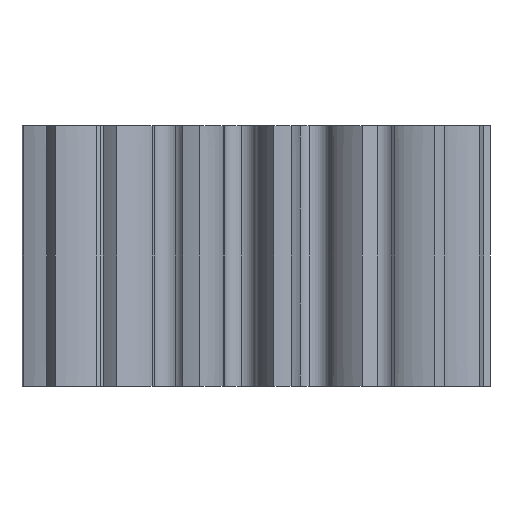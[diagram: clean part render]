
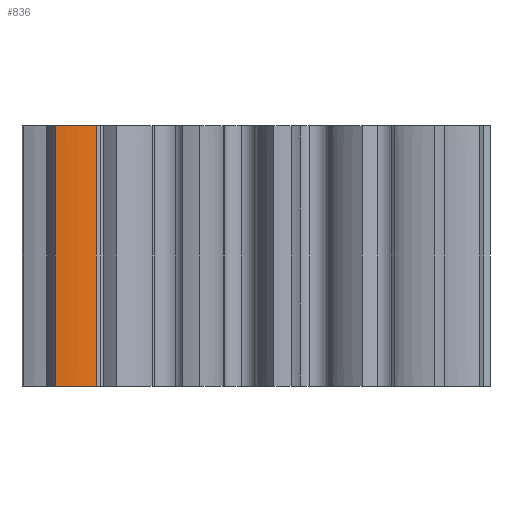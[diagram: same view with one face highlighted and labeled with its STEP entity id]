
A CAD part, left-side view. The second image highlights one B-rep face of the part: STEP entity #836.
In plain terms, the highlighted face is a extrusion surface.
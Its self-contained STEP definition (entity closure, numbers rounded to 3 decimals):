
#674=CARTESIAN_POINT('Vertex',(-23.243,38.533,0.)) ;
#677=CARTESIAN_POINT('Line Origine',(-23.243,38.533,25.)) ;
#681=CARTESIAN_POINT('Vertex',(-23.243,38.533,50.)) ;
#697=CARTESIAN_POINT('Control Point',(-21.805,30.617,0.)) ;
#698=CARTESIAN_POINT('Control Point',(-21.812,30.626,0.)) ;
#699=CARTESIAN_POINT('Control Point',(-21.818,30.636,0.)) ;
#700=CARTESIAN_POINT('Control Point',(-21.825,30.646,0.)) ;
#701=CARTESIAN_POINT('Control Point',(-21.85,30.685,0.)) ;
#702=CARTESIAN_POINT('Control Point',(-21.874,30.725,0.)) ;
#703=CARTESIAN_POINT('Control Point',(-21.892,30.756,0.)) ;
#704=CARTESIAN_POINT('Control Point',(-21.938,30.837,0.)) ;
#705=CARTESIAN_POINT('Control Point',(-21.982,30.92,0.)) ;
#706=CARTESIAN_POINT('Control Point',(-22.009,30.972,0.)) ;
#707=CARTESIAN_POINT('Control Point',(-22.072,31.098,0.)) ;
#708=CARTESIAN_POINT('Control Point',(-22.132,31.226,0.)) ;
#709=CARTESIAN_POINT('Control Point',(-22.165,31.301,0.)) ;
#710=CARTESIAN_POINT('Control Point',(-22.239,31.473,0.)) ;
#711=CARTESIAN_POINT('Control Point',(-22.309,31.647,0.)) ;
#712=CARTESIAN_POINT('Control Point',(-22.346,31.746,0.)) ;
#713=CARTESIAN_POINT('Control Point',(-22.428,31.966,0.)) ;
#714=CARTESIAN_POINT('Control Point',(-22.502,32.188,0.)) ;
#715=CARTESIAN_POINT('Control Point',(-22.542,32.311,0.)) ;
#716=CARTESIAN_POINT('Control Point',(-22.624,32.58,0.)) ;
#717=CARTESIAN_POINT('Control Point',(-22.698,32.852,0.)) ;
#718=CARTESIAN_POINT('Control Point',(-22.737,32.999,0.)) ;
#719=CARTESIAN_POINT('Control Point',(-22.815,33.318,0.)) ;
#720=CARTESIAN_POINT('Control Point',(-22.885,33.639,0.)) ;
#721=CARTESIAN_POINT('Control Point',(-22.919,33.811,0.)) ;
#722=CARTESIAN_POINT('Control Point',(-22.988,34.18,0.)) ;
#723=CARTESIAN_POINT('Control Point',(-23.047,34.551,0.)) ;
#724=CARTESIAN_POINT('Control Point',(-23.076,34.748,0.)) ;
#725=CARTESIAN_POINT('Control Point',(-23.13,35.166,0.)) ;
#726=CARTESIAN_POINT('Control Point',(-23.173,35.586,0.)) ;
#727=CARTESIAN_POINT('Control Point',(-23.192,35.808,0.)) ;
#728=CARTESIAN_POINT('Control Point',(-23.227,36.276,0.)) ;
#729=CARTESIAN_POINT('Control Point',(-23.248,36.745,0.)) ;
#730=CARTESIAN_POINT('Control Point',(-23.256,36.991,0.)) ;
#731=CARTESIAN_POINT('Control Point',(-23.264,37.447,0.)) ;
#732=CARTESIAN_POINT('Control Point',(-23.261,37.903,0.)) ;
#733=CARTESIAN_POINT('Control Point',(-23.257,38.113,0.)) ;
#734=CARTESIAN_POINT('Control Point',(-23.251,38.323,0.)) ;
#735=CARTESIAN_POINT('Control Point',(-23.243,38.533,0.)) ;
#740=CARTESIAN_POINT('Control Point',(-21.805,30.617,0.)) ;
#741=CARTESIAN_POINT('Control Point',(-21.812,30.626,0.)) ;
#742=CARTESIAN_POINT('Control Point',(-21.818,30.636,0.)) ;
#743=CARTESIAN_POINT('Control Point',(-21.825,30.646,0.)) ;
#744=CARTESIAN_POINT('Control Point',(-21.85,30.685,0.)) ;
#745=CARTESIAN_POINT('Control Point',(-21.874,30.725,0.)) ;
#746=CARTESIAN_POINT('Control Point',(-21.892,30.756,0.)) ;
#747=CARTESIAN_POINT('Control Point',(-21.938,30.837,0.)) ;
#748=CARTESIAN_POINT('Control Point',(-21.982,30.92,0.)) ;
#749=CARTESIAN_POINT('Control Point',(-22.009,30.972,0.)) ;
#750=CARTESIAN_POINT('Control Point',(-22.072,31.098,0.)) ;
#751=CARTESIAN_POINT('Control Point',(-22.132,31.226,0.)) ;
#752=CARTESIAN_POINT('Control Point',(-22.165,31.301,0.)) ;
#753=CARTESIAN_POINT('Control Point',(-22.239,31.473,0.)) ;
#754=CARTESIAN_POINT('Control Point',(-22.309,31.647,0.)) ;
#755=CARTESIAN_POINT('Control Point',(-22.346,31.746,0.)) ;
#756=CARTESIAN_POINT('Control Point',(-22.428,31.966,0.)) ;
#757=CARTESIAN_POINT('Control Point',(-22.502,32.188,0.)) ;
#758=CARTESIAN_POINT('Control Point',(-22.542,32.311,0.)) ;
#759=CARTESIAN_POINT('Control Point',(-22.624,32.58,0.)) ;
#760=CARTESIAN_POINT('Control Point',(-22.698,32.852,0.)) ;
#761=CARTESIAN_POINT('Control Point',(-22.737,32.999,0.)) ;
#762=CARTESIAN_POINT('Control Point',(-22.815,33.318,0.)) ;
#763=CARTESIAN_POINT('Control Point',(-22.885,33.639,0.)) ;
#764=CARTESIAN_POINT('Control Point',(-22.919,33.811,0.)) ;
#765=CARTESIAN_POINT('Control Point',(-22.988,34.18,0.)) ;
#766=CARTESIAN_POINT('Control Point',(-23.047,34.551,0.)) ;
#767=CARTESIAN_POINT('Control Point',(-23.076,34.748,0.)) ;
#768=CARTESIAN_POINT('Control Point',(-23.13,35.166,0.)) ;
#769=CARTESIAN_POINT('Control Point',(-23.173,35.586,0.)) ;
#770=CARTESIAN_POINT('Control Point',(-23.192,35.808,0.)) ;
#771=CARTESIAN_POINT('Control Point',(-23.227,36.276,0.)) ;
#772=CARTESIAN_POINT('Control Point',(-23.248,36.745,0.)) ;
#773=CARTESIAN_POINT('Control Point',(-23.256,36.991,0.)) ;
#774=CARTESIAN_POINT('Control Point',(-23.264,37.447,0.)) ;
#775=CARTESIAN_POINT('Control Point',(-23.261,37.903,0.)) ;
#776=CARTESIAN_POINT('Control Point',(-23.257,38.113,0.)) ;
#777=CARTESIAN_POINT('Control Point',(-23.251,38.323,0.)) ;
#778=CARTESIAN_POINT('Control Point',(-23.243,38.533,0.)) ;
#779=CARTESIAN_POINT('Vertex',(-21.805,30.617,0.)) ;
#782=CARTESIAN_POINT('Line Origine',(-21.805,30.617,25.)) ;
#786=CARTESIAN_POINT('Vertex',(-21.805,30.617,50.)) ;
#790=CARTESIAN_POINT('Control Point',(-21.805,30.617,50.)) ;
#791=CARTESIAN_POINT('Control Point',(-21.812,30.626,50.)) ;
#792=CARTESIAN_POINT('Control Point',(-21.818,30.636,50.)) ;
#793=CARTESIAN_POINT('Control Point',(-21.825,30.646,50.)) ;
#794=CARTESIAN_POINT('Control Point',(-21.85,30.685,50.)) ;
#795=CARTESIAN_POINT('Control Point',(-21.874,30.725,50.)) ;
#796=CARTESIAN_POINT('Control Point',(-21.892,30.756,50.)) ;
#797=CARTESIAN_POINT('Control Point',(-21.938,30.837,50.)) ;
#798=CARTESIAN_POINT('Control Point',(-21.982,30.92,50.)) ;
#799=CARTESIAN_POINT('Control Point',(-22.009,30.972,50.)) ;
#800=CARTESIAN_POINT('Control Point',(-22.072,31.098,50.)) ;
#801=CARTESIAN_POINT('Control Point',(-22.132,31.226,50.)) ;
#802=CARTESIAN_POINT('Control Point',(-22.165,31.301,50.)) ;
#803=CARTESIAN_POINT('Control Point',(-22.239,31.473,50.)) ;
#804=CARTESIAN_POINT('Control Point',(-22.309,31.647,50.)) ;
#805=CARTESIAN_POINT('Control Point',(-22.346,31.746,50.)) ;
#806=CARTESIAN_POINT('Control Point',(-22.428,31.966,50.)) ;
#807=CARTESIAN_POINT('Control Point',(-22.502,32.188,50.)) ;
#808=CARTESIAN_POINT('Control Point',(-22.542,32.311,50.)) ;
#809=CARTESIAN_POINT('Control Point',(-22.624,32.58,50.)) ;
#810=CARTESIAN_POINT('Control Point',(-22.698,32.852,50.)) ;
#811=CARTESIAN_POINT('Control Point',(-22.737,32.999,50.)) ;
#812=CARTESIAN_POINT('Control Point',(-22.815,33.318,50.)) ;
#813=CARTESIAN_POINT('Control Point',(-22.885,33.639,50.)) ;
#814=CARTESIAN_POINT('Control Point',(-22.919,33.811,50.)) ;
#815=CARTESIAN_POINT('Control Point',(-22.988,34.18,50.)) ;
#816=CARTESIAN_POINT('Control Point',(-23.047,34.551,50.)) ;
#817=CARTESIAN_POINT('Control Point',(-23.076,34.748,50.)) ;
#818=CARTESIAN_POINT('Control Point',(-23.13,35.166,50.)) ;
#819=CARTESIAN_POINT('Control Point',(-23.173,35.586,50.)) ;
#820=CARTESIAN_POINT('Control Point',(-23.192,35.808,50.)) ;
#821=CARTESIAN_POINT('Control Point',(-23.227,36.276,50.)) ;
#822=CARTESIAN_POINT('Control Point',(-23.248,36.745,50.)) ;
#823=CARTESIAN_POINT('Control Point',(-23.256,36.991,50.)) ;
#824=CARTESIAN_POINT('Control Point',(-23.264,37.447,50.)) ;
#825=CARTESIAN_POINT('Control Point',(-23.261,37.903,50.)) ;
#826=CARTESIAN_POINT('Control Point',(-23.257,38.113,50.)) ;
#827=CARTESIAN_POINT('Control Point',(-23.251,38.323,50.)) ;
#828=CARTESIAN_POINT('Control Point',(-23.243,38.533,50.)) ;
#678=DIRECTION('Vector Direction',(0.,0.,1.)) ;
#736=DIRECTION('Vector Direction',(0.,0.,1.)) ;
#783=DIRECTION('Vector Direction',(0.,0.,1.)) ;
#831=ORIENTED_EDGE('',*,*,#683,.F.) ;
#832=ORIENTED_EDGE('',*,*,#781,.T.) ;
#833=ORIENTED_EDGE('',*,*,#788,.T.) ;
#834=ORIENTED_EDGE('',*,*,#829,.F.) ;
#679=VECTOR('Line Direction',#678,1.) ;
#737=VECTOR('Extrusion Surface Vector',#736,1.) ;
#784=VECTOR('Line Direction',#783,1.) ;
#836=ADVANCED_FACE('PartBody',(#835),#738,.F.) ;
#696=B_SPLINE_CURVE_WITH_KNOTS('',5,(#697,#698,#699,#700,#701,#702,#703,#704,#705,#706,#707,#708,#709,#710,#711,#712,#713,#714,#715,#716,#717,#718,#719,#720,#721,#722,#723,#724,#725,#726,#727,#728,#729,#730,#731,#732,#733,#734,#735),.UNSPECIFIED.,.F.,.U.,(6,3,3,3,3,3,3,3,3,3,3,3,6),(0.,0.059,0.234,0.528,0.938,1.465,2.11,2.872,3.751,4.748,5.862,7.093,8.142),.UNSPECIFIED.) ;
#739=B_SPLINE_CURVE_WITH_KNOTS('',5,(#740,#741,#742,#743,#744,#745,#746,#747,#748,#749,#750,#751,#752,#753,#754,#755,#756,#757,#758,#759,#760,#761,#762,#763,#764,#765,#766,#767,#768,#769,#770,#771,#772,#773,#774,#775,#776,#777,#778),.UNSPECIFIED.,.F.,.U.,(6,3,3,3,3,3,3,3,3,3,3,3,6),(0.,0.059,0.234,0.528,0.938,1.465,2.11,2.872,3.751,4.748,5.862,7.093,8.142),.UNSPECIFIED.) ;
#789=B_SPLINE_CURVE_WITH_KNOTS('',5,(#790,#791,#792,#793,#794,#795,#796,#797,#798,#799,#800,#801,#802,#803,#804,#805,#806,#807,#808,#809,#810,#811,#812,#813,#814,#815,#816,#817,#818,#819,#820,#821,#822,#823,#824,#825,#826,#827,#828),.UNSPECIFIED.,.F.,.U.,(6,3,3,3,3,3,3,3,3,3,3,3,6),(0.,0.059,0.234,0.528,0.938,1.465,2.11,2.872,3.751,4.748,5.862,7.093,8.142),.UNSPECIFIED.) ;
#683=EDGE_CURVE('',#675,#682,#680,.T.) ;
#781=EDGE_CURVE('',#675,#780,#739,.F.) ;
#788=EDGE_CURVE('',#780,#787,#785,.T.) ;
#829=EDGE_CURVE('',#682,#787,#789,.F.) ;
#830=EDGE_LOOP('',(#831,#832,#833,#834)) ;
#835=FACE_OUTER_BOUND('',#830,.T.) ;
#680=LINE('Line',#677,#679) ;
#785=LINE('Line',#782,#784) ;
#738=SURFACE_OF_LINEAR_EXTRUSION('generated tabulated cylinder',#696,#737) ;
#675=VERTEX_POINT('',#674) ;
#682=VERTEX_POINT('',#681) ;
#780=VERTEX_POINT('',#779) ;
#787=VERTEX_POINT('',#786) ;
